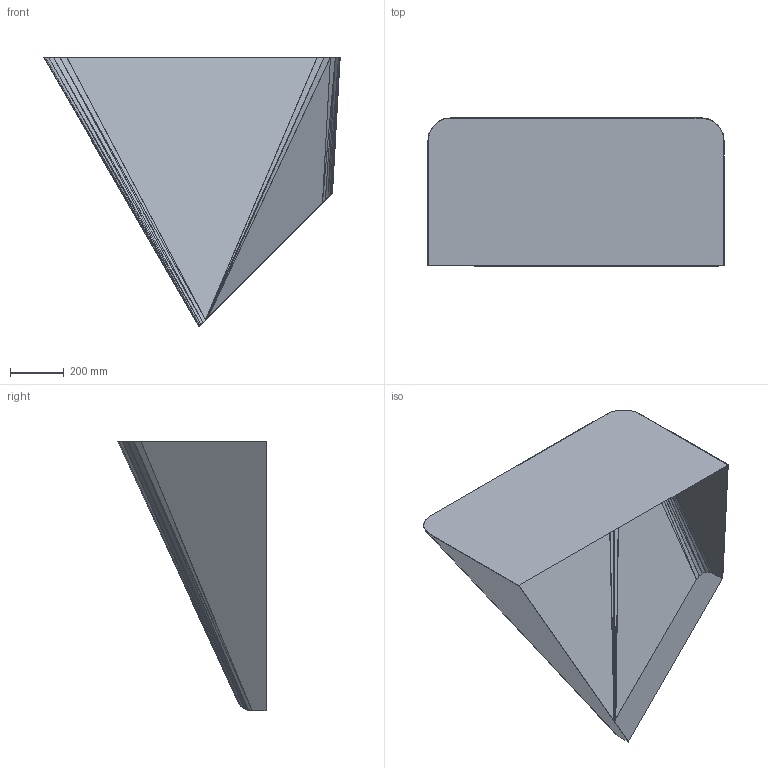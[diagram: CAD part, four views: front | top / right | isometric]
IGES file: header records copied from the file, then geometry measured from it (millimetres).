
Global section: file name: Trichter1.2_export_2mm_r=2_mittig; native system: Autodesk Inventor 2014; preprocessor: unknown; author: sfl; date: 20140925.134909; units: millimetre
Bounding box: 1101.86 x 550.91 x 1000.34 mm (x, y, z)
Volume: 2580297.5 mm3; surface area: 3261567.6 mm2
Topology: 1 solids, 1 shells, 188 faces, 429 edges, 245 vertices
Faces by surface type: bspline 186, plane 2
